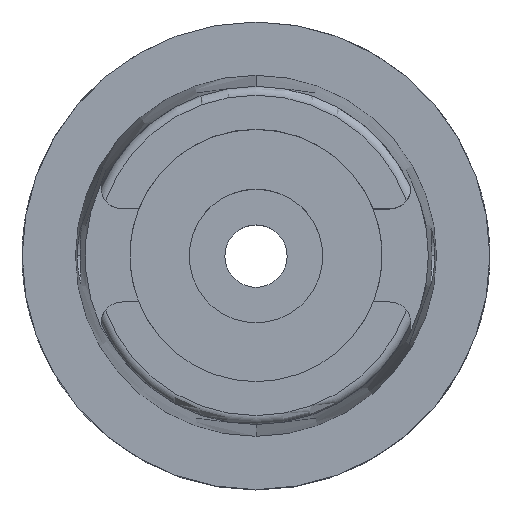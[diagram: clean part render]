
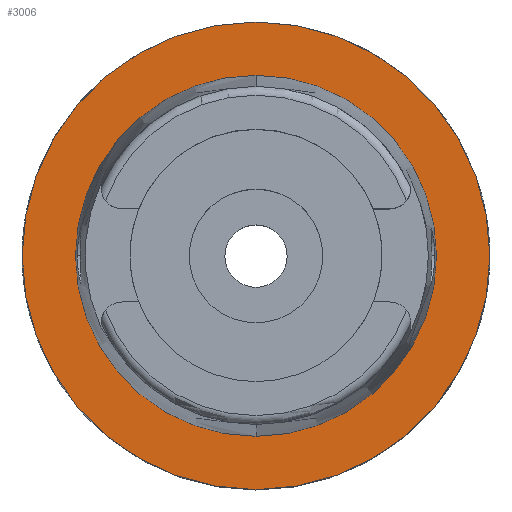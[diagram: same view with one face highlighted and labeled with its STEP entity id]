
A CAD part, top view. The second image highlights one B-rep face of the part: STEP entity #3006.
In plain terms, the highlighted planar face has unit normal (0, 0, 1).
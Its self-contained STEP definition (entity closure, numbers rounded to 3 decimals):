
#665=CARTESIAN_POINT('',(0.,0.,0.));
#666=DIRECTION('',(0.,0.,-1.));
#667=DIRECTION('',(0.,-1.,0.));
#668=AXIS2_PLACEMENT_3D('',#665,#666,#667);
#673=CARTESIAN_POINT('',(0.,0.,0.));
#674=DIRECTION('',(0.,0.,-1.));
#675=DIRECTION('',(0.,1.,0.));
#676=AXIS2_PLACEMENT_3D('',#673,#674,#675);
#681=CARTESIAN_POINT('',(0.,0.,0.));
#682=DIRECTION('',(0.,0.,1.));
#683=DIRECTION('',(0.,-1.,0.));
#684=AXIS2_PLACEMENT_3D('',#681,#682,#683);
#689=CARTESIAN_POINT('',(0.,0.,0.));
#690=DIRECTION('',(0.,0.,1.));
#691=DIRECTION('',(0.,1.,0.));
#692=AXIS2_PLACEMENT_3D('',#689,#690,#691);
#2346=CARTESIAN_POINT('',(0.,-24.315,0.));
#2347=VERTEX_POINT('',#2346);
#2348=CARTESIAN_POINT('',(0.,24.315,0.));
#2349=VERTEX_POINT('',#2348);
#2614=CARTESIAN_POINT('',(0.,31.5,0.));
#2615=VERTEX_POINT('',#2614);
#2616=CARTESIAN_POINT('',(0.,-31.5,0.));
#2617=VERTEX_POINT('',#2616);
#2991=CARTESIAN_POINT('',(0.,0.,0.));
#2992=DIRECTION('',(0.,0.,1.));
#2993=DIRECTION('',(0.,1.,0.));
#2994=AXIS2_PLACEMENT_3D('',#2991,#2992,#2993);
#2995=PLANE('',#2994);
#2997=ORIENTED_EDGE('',*,*,#2996,.T.);
#2999=ORIENTED_EDGE('',*,*,#2998,.T.);
#3000=EDGE_LOOP('',(#2997,#2999));
#3001=FACE_OUTER_BOUND('',#3000,.F.);
#3002=ORIENTED_EDGE('',*,*,#2949,.T.);
#3003=ORIENTED_EDGE('',*,*,#2738,.T.);
#3004=EDGE_LOOP('',(#3002,#3003));
#3005=FACE_BOUND('',#3004,.F.);
#669=CIRCLE('',#668,31.5);
#677=CIRCLE('',#676,31.5);
#685=CIRCLE('',#684,24.315);
#693=CIRCLE('',#692,24.315);
#2738=EDGE_CURVE('',#2349,#2347,#693,.T.);
#2949=EDGE_CURVE('',#2347,#2349,#685,.T.);
#2996=EDGE_CURVE('',#2617,#2615,#669,.T.);
#2998=EDGE_CURVE('',#2615,#2617,#677,.T.);
#3006=ADVANCED_FACE('',(#3001,#3005),#2995,.T.);
